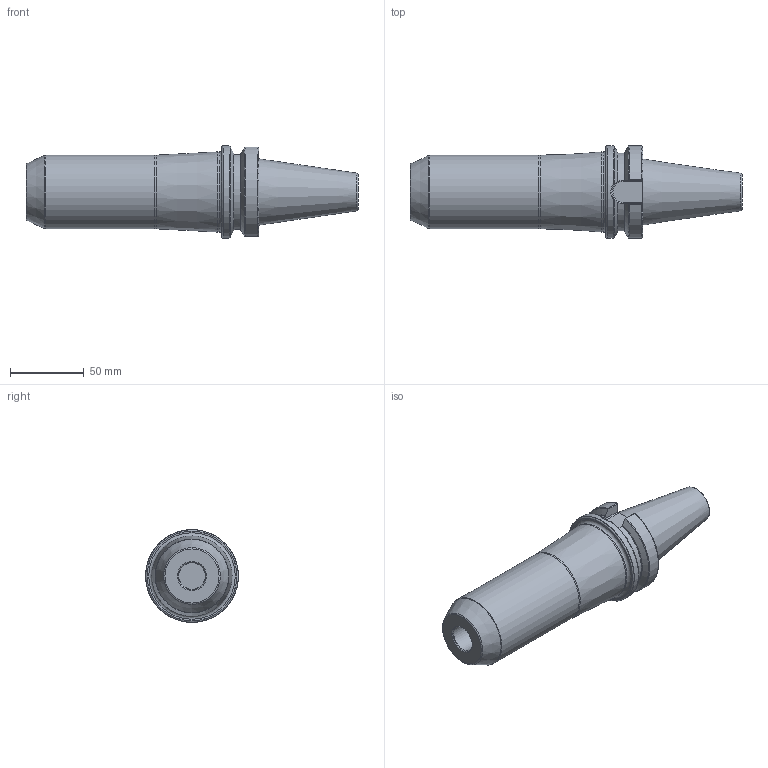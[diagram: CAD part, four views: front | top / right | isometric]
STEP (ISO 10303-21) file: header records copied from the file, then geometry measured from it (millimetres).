
FILE_DESCRIPTION(/* description */ (''),/* implementation_level */ '2;1');
FILE_NAME(/* name */ 'ABT40-EM-18-160.stp',/* time_stamp */ '2024-11-15T11:56:10+03:00',/* author */ (''),/* organization */ (''),/* preprocessor_version */ 'ST-DEVELOPER v19.4',/* originating_system */ 'SIEMENS PLM Software NX2306.9102',/* authorisation */ '');
FILE_SCHEMA (('AUTOMOTIVE_DESIGN { 1 0 10303 214 3 1 1 1 }'));
Length unit declared in the file: millimetre
Products named in the file (1): ABT40-EM-18-160-lıght
Bounding box: 225.4 x 62.99 x 63 mm (x, y, z)
Volume: 385641 mm3; surface area: 41173.2 mm2
Topology: 1 solids, 1 shells, 82 faces, 204 edges, 128 vertices
Faces by surface type: plane 24, cylinder 20, torus 19, cone 17, bspline 2
Full cylindrical faces by diameter (mm): 4 x1, 10 x1, 18 x1, 50 x1, 54.4 x1, 63 x1
Entity records: 2680 total; most frequent: CARTESIAN_POINT 876, DIRECTION 356, ORIENTED_EDGE 352, EDGE_CURVE 176, AXIS2_PLACEMENT_3D 151, VERTEX_POINT 125, EDGE_LOOP 110, ADVANCED_FACE 82
